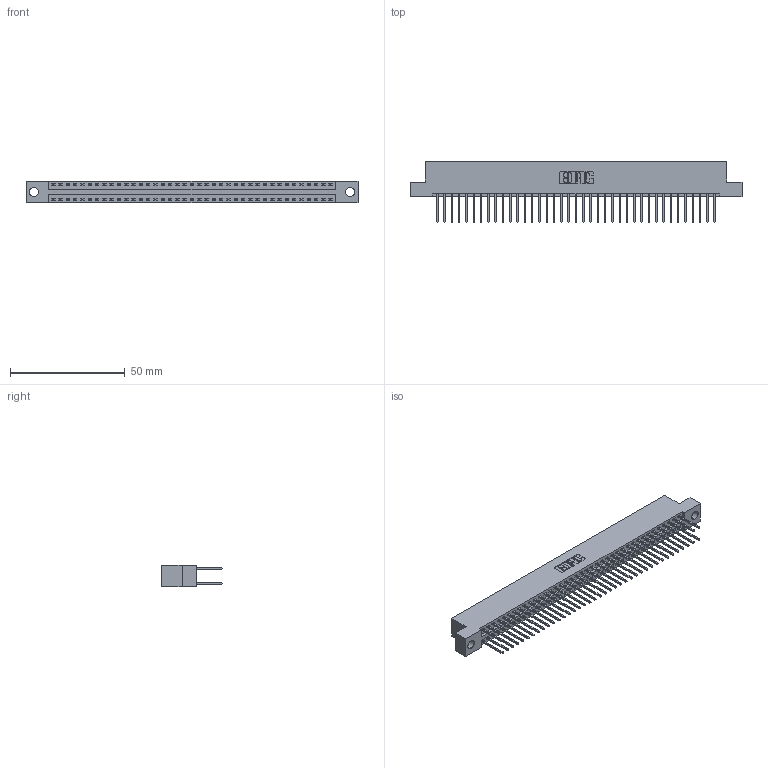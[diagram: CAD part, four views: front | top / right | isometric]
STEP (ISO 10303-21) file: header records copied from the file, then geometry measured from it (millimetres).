
FILE_DESCRIPTION (( 'STEP AP203' ), '1' );
FILE_NAME ('396-078-522-204.STEP', '2019-10-30T21:56:14', ( '' ), ( '' ), 'SwSTEP 2.0', 'SolidWorks 2016', '' );
FILE_SCHEMA (( 'CONFIG_CONTROL_DESIGN' ));
Length unit declared in the file: inch
Products named in the file (3): 345-292-001_345-293-122; 346 Part_Flush Mounting Lugs - 0.156 Dia-TH; 396-078-522-204
Assembly tree (79 placements, depth 2):
  396-078-522-204
    346 Part_Flush Mounting Lugs - 0.156 Dia-TH
    345-292-001_345-293-122  x78
Bounding box: 144.4 x 26.42 x 9.4 mm (x, y, z)
Volume: 14169.4 mm3; surface area: 20169.5 mm2
Topology: 79 solids, 79 shells, 4178 faces, 12419 edges, 8174 vertices
Faces by surface type: plane 2806, cylinder 1372
Entity records: 25877 total; most frequent: CARTESIAN_POINT 4268, ORIENTED_EDGE 4202, DIRECTION 3813, EDGE_CURVE 2101, VECTOR 1813, LINE 1813, VERTEX_POINT 1398, AXIS2_PLACEMENT_3D 1000
